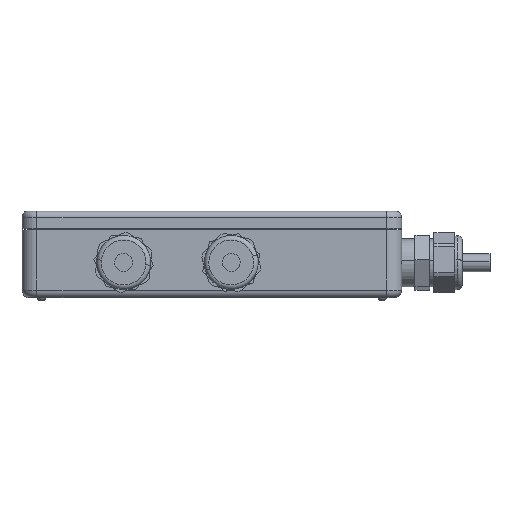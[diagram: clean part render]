
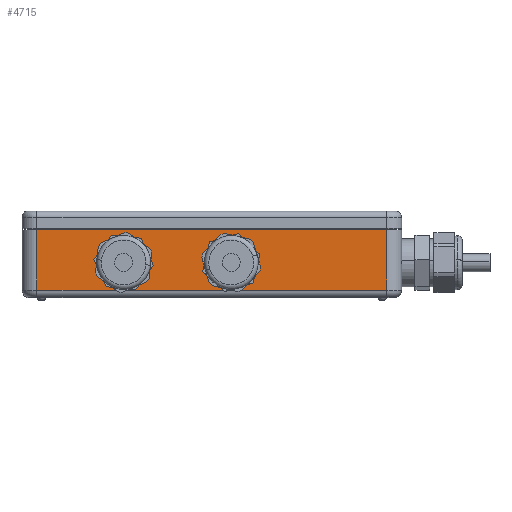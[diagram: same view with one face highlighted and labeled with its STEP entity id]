
A CAD part, top view. The second image highlights one B-rep face of the part: STEP entity #4715.
In plain terms, the highlighted planar face has unit normal (0, 0, 1).
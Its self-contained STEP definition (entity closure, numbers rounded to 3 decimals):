
#72 = CARTESIAN_POINT ( 'NONE',  ( 6.5, 11.7, 32.5 ) ) ;
#145 = CARTESIAN_POINT ( 'NONE',  ( -58.5, 22.7, 32.5 ) ) ;
#183 = DIRECTION ( 'NONE',  ( 1., 0., 0. ) ) ;
#632 = VERTEX_POINT ( 'NONE', #2800 ) ;
#690 = CARTESIAN_POINT ( 'NONE',  ( -29.5, 11.7, 32.5 ) ) ;
#804 = PLANE ( 'NONE',  #5152 ) ;
#822 = EDGE_CURVE ( 'NONE', #8306, #7684, #3468, .T. ) ;
#823 = DIRECTION ( 'NONE',  ( -1., 0., 0. ) ) ;
#853 = EDGE_LOOP ( 'NONE', ( #4657, #2298, #3385, #4993 ) ) ;
#920 = CIRCLE ( 'NONE', #6185, 7.25 ) ;
#972 = EDGE_CURVE ( 'NONE', #8306, #632, #1127, .T. ) ;
#1005 = DIRECTION ( 'NONE',  ( 0., -1., 0. ) ) ;
#1078 = CIRCLE ( 'NONE', #3649, 7.25 ) ;
#1127 = LINE ( 'NONE', #3078, #5198 ) ;
#1228 = DIRECTION ( 'NONE',  ( -1., 0., 0. ) ) ;
#1557 = DIRECTION ( 'NONE',  ( 1., 0., 0. ) ) ;
#1768 = CARTESIAN_POINT ( 'NONE',  ( -22.25, 11.7, 32.5 ) ) ;
#2201 = CARTESIAN_POINT ( 'NONE',  ( 58.5, 22.7, 32.5 ) ) ;
#2262 = EDGE_CURVE ( 'NONE', #7684, #8201, #7113, .T. ) ;
#2298 = ORIENTED_EDGE ( 'NONE', *, *, #2840, .T. ) ;
#2400 = DIRECTION ( 'NONE',  ( -1., 0., 0. ) ) ;
#2706 = EDGE_LOOP ( 'NONE', ( #5576, #4986 ) ) ;
#2708 = CARTESIAN_POINT ( 'NONE',  ( -0.75, 11.7, 32.5 ) ) ;
#2714 = LINE ( 'NONE', #3516, #6986 ) ;
#2800 = CARTESIAN_POINT ( 'NONE',  ( -58.5, 2.5, 32.5 ) ) ;
#2840 = EDGE_CURVE ( 'NONE', #632, #8201, #2714, .T. ) ;
#2914 = FACE_BOUND ( 'NONE', #2706, .T. ) ;
#2956 = DIRECTION ( 'NONE',  ( 0., 0., -1. ) ) ;
#3078 = CARTESIAN_POINT ( 'NONE',  ( -58.5, 22.7, 32.5 ) ) ;
#3225 = VECTOR ( 'NONE', #1557, 1000. ) ;
#3274 = DIRECTION ( 'NONE',  ( 0., -1., 0. ) ) ;
#3379 = CARTESIAN_POINT ( 'NONE',  ( -58.5, 22.7, 32.5 ) ) ;
#3385 = ORIENTED_EDGE ( 'NONE', *, *, #2262, .F. ) ;
#3468 = LINE ( 'NONE', #6041, #3225 ) ;
#3516 = CARTESIAN_POINT ( 'NONE',  ( 58.5, 2.5, 32.5 ) ) ;
#3532 = AXIS2_PLACEMENT_3D ( 'NONE', #72, #6963, #2400 ) ;
#3649 = AXIS2_PLACEMENT_3D ( 'NONE', #690, #3893, #1228 ) ;
#3893 = DIRECTION ( 'NONE',  ( 0., 0., -1. ) ) ;
#3937 = CIRCLE ( 'NONE', #5146, 7.25 ) ;
#4009 = FACE_OUTER_BOUND ( 'NONE', #853, .T. ) ;
#4132 = DIRECTION ( 'NONE',  ( -1., 0., 0. ) ) ;
#4461 = EDGE_LOOP ( 'NONE', ( #6947, #5632 ) ) ;
#4657 = ORIENTED_EDGE ( 'NONE', *, *, #972, .T. ) ;
#4715 = ADVANCED_FACE ( 'NONE', ( #2914, #5488, #4009 ), #804, .F. ) ;
#4986 = ORIENTED_EDGE ( 'NONE', *, *, #7379, .T. ) ;
#4993 = ORIENTED_EDGE ( 'NONE', *, *, #822, .F. ) ;
#5146 = AXIS2_PLACEMENT_3D ( 'NONE', #5931, #7335, #823 ) ;
#5152 = AXIS2_PLACEMENT_3D ( 'NONE', #3379, #2956, #1005 ) ;
#5198 = VECTOR ( 'NONE', #5649, 1000. ) ;
#5207 = CARTESIAN_POINT ( 'NONE',  ( 58.5, 22.7, 32.5 ) ) ;
#5288 = VERTEX_POINT ( 'NONE', #7648 ) ;
#5488 = FACE_BOUND ( 'NONE', #4461, .T. ) ;
#5566 = EDGE_CURVE ( 'NONE', #5288, #7498, #920, .T. ) ;
#5576 = ORIENTED_EDGE ( 'NONE', *, *, #8285, .T. ) ;
#5593 = VERTEX_POINT ( 'NONE', #7075 ) ;
#5632 = ORIENTED_EDGE ( 'NONE', *, *, #5566, .T. ) ;
#5649 = DIRECTION ( 'NONE',  ( 0., -1., 0. ) ) ;
#5713 = CARTESIAN_POINT ( 'NONE',  ( 6.5, 11.7, 32.5 ) ) ;
#5931 = CARTESIAN_POINT ( 'NONE',  ( -29.5, 11.7, 32.5 ) ) ;
#6041 = CARTESIAN_POINT ( 'NONE',  ( -58.5, 22.7, 32.5 ) ) ;
#6183 = VECTOR ( 'NONE', #3274, 1000. ) ;
#6185 = AXIS2_PLACEMENT_3D ( 'NONE', #5713, #7344, #4132 ) ;
#6533 = CARTESIAN_POINT ( 'NONE',  ( 58.5, 2.5, 32.5 ) ) ;
#6947 = ORIENTED_EDGE ( 'NONE', *, *, #7755, .T. ) ;
#6963 = DIRECTION ( 'NONE',  ( 0., 0., -1. ) ) ;
#6986 = VECTOR ( 'NONE', #183, 1000. ) ;
#7075 = CARTESIAN_POINT ( 'NONE',  ( -36.75, 11.7, 32.5 ) ) ;
#7113 = LINE ( 'NONE', #5207, #6183 ) ;
#7335 = DIRECTION ( 'NONE',  ( 0., 0., -1. ) ) ;
#7344 = DIRECTION ( 'NONE',  ( 0., 0., -1. ) ) ;
#7379 = EDGE_CURVE ( 'NONE', #7774, #5593, #1078, .T. ) ;
#7444 = CIRCLE ( 'NONE', #3532, 7.25 ) ;
#7498 = VERTEX_POINT ( 'NONE', #2708 ) ;
#7648 = CARTESIAN_POINT ( 'NONE',  ( 13.75, 11.7, 32.5 ) ) ;
#7684 = VERTEX_POINT ( 'NONE', #2201 ) ;
#7755 = EDGE_CURVE ( 'NONE', #7498, #5288, #7444, .T. ) ;
#7774 = VERTEX_POINT ( 'NONE', #1768 ) ;
#8201 = VERTEX_POINT ( 'NONE', #6533 ) ;
#8285 = EDGE_CURVE ( 'NONE', #5593, #7774, #3937, .T. ) ;
#8306 = VERTEX_POINT ( 'NONE', #145 ) ;
